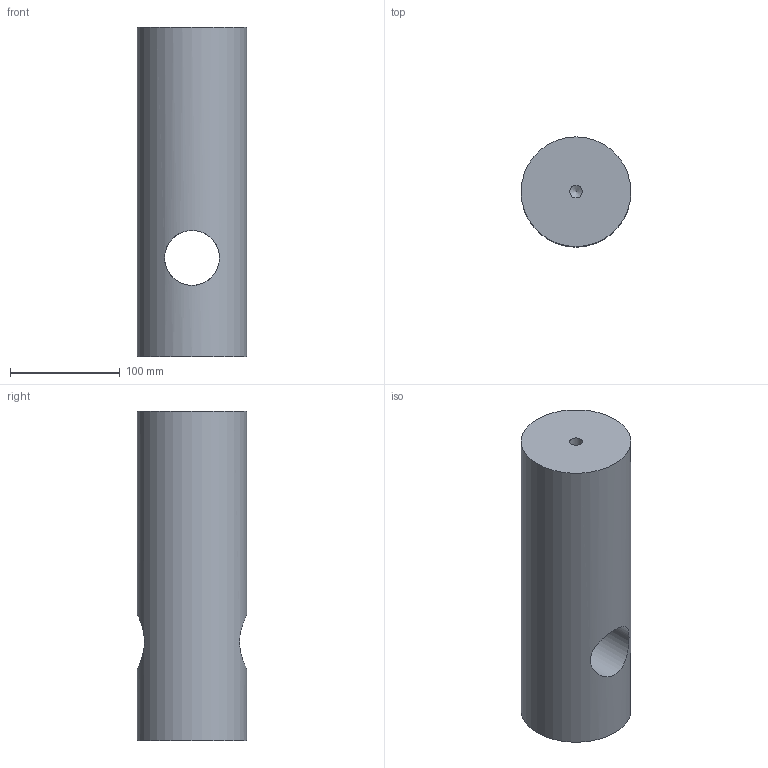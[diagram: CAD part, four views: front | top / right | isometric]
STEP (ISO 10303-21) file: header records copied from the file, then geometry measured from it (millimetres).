
FILE_DESCRIPTION((''),'2;1');
FILE_NAME('MSF-50.stp','2012-10-11T15:08:52',('hartung_david'),(''),'Autodesk Inventor 2012','Autodesk Inventor 2012','');
FILE_SCHEMA(('AUTOMOTIVE_DESIGN { 1 0 10303 214 1 1 1 1 }'));
Length unit declared in the file: millimetre
Products named in the file (1): MSF-50
Bounding box: 100 x 100 x 300 mm (x, y, z)
Volume: 2164343.2 mm3; surface area: 121117.3 mm2
Topology: 1 solids, 1 shells, 6 faces, 11 edges, 7 vertices
Faces by surface type: cylinder 3, plane 2, cone 1
Full cylindrical faces by diameter (mm): 11.445 x1, 50 x1, 100 x1
Entity records: 295 total; most frequent: CARTESIAN_POINT 149, DIRECTION 22, ORIENTED_EDGE 12, EDGE_LOOP 12, AXIS2_PLACEMENT_3D 11, VERTEX_POINT 6, EDGE_CURVE 6, FACE_OUTER_BOUND 6
